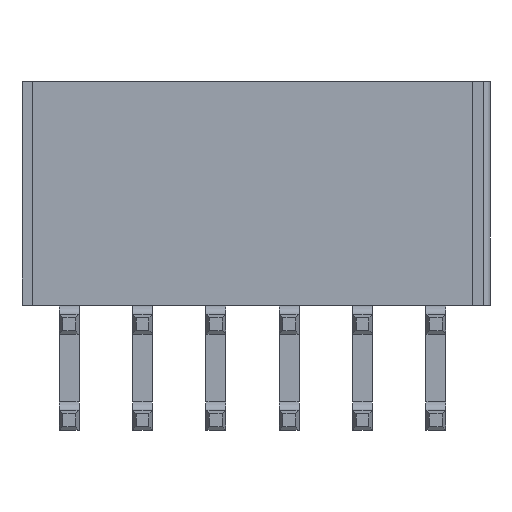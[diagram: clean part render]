
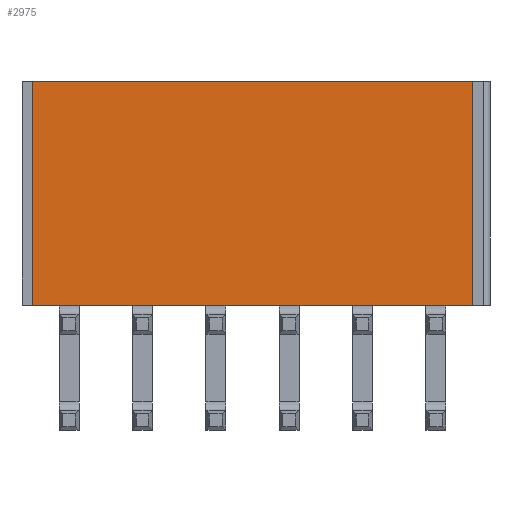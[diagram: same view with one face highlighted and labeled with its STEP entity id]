
A CAD part, top view. The second image highlights one B-rep face of the part: STEP entity #2975.
In plain terms, the highlighted planar face has unit normal (0, 0, 1).
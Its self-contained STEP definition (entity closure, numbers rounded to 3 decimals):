
#35=CARTESIAN_POINT('',(-12.6,-6.4,4.8));
#36=VERTEX_POINT('',#35);
#102=CARTESIAN_POINT('',(12.6,-6.4,4.8));
#103=VERTEX_POINT('',#102);
#110=CARTESIAN_POINT('',(12.6,-6.4,4.8));
#111=DIRECTION('',(-1.,0.,0.));
#112=VECTOR('',#111,25.2);
#113=LINE('',#110,#112);
#114=EDGE_CURVE('',#103,#36,#113,.T.);
#2175=CARTESIAN_POINT('',(-12.6,6.4,4.8));
#2176=VERTEX_POINT('',#2175);
#2183=CARTESIAN_POINT('',(12.6,6.4,4.8));
#2184=VERTEX_POINT('',#2183);
#2185=CARTESIAN_POINT('',(-12.6,6.4,4.8));
#2186=DIRECTION('',(1.,0.,0.));
#2187=VECTOR('',#2186,25.2);
#2188=LINE('',#2185,#2187);
#2189=EDGE_CURVE('',#2176,#2184,#2188,.T.);
#2950=CARTESIAN_POINT('',(-12.6,-6.4,4.8));
#2951=DIRECTION('',(0.,1.,0.));
#2952=VECTOR('',#2951,12.8);
#2953=LINE('',#2950,#2952);
#2954=EDGE_CURVE('',#36,#2176,#2953,.T.);
#2959=CARTESIAN_POINT('',(-13.2,-6.4,4.8));
#2960=DIRECTION('',(1.,0.,0.));
#2961=DIRECTION('',(0.,0.,1.));
#2962=AXIS2_PLACEMENT_3D('',#2959,#2961,#2960);
#2963=PLANE('',#2962);
#2964=ORIENTED_EDGE('',*,*,#2189,.F.);
#2965=ORIENTED_EDGE('',*,*,#2954,.F.);
#2966=ORIENTED_EDGE('',*,*,#114,.F.);
#2967=CARTESIAN_POINT('',(12.6,-6.4,4.8));
#2968=DIRECTION('',(0.,1.,0.));
#2969=VECTOR('',#2968,12.8);
#2970=LINE('',#2967,#2969);
#2971=EDGE_CURVE('',#103,#2184,#2970,.T.);
#2972=ORIENTED_EDGE('',*,*,#2971,.T.);
#2973=EDGE_LOOP('',(#2964,#2965,#2966,#2972));
#2974=FACE_OUTER_BOUND('',#2973,.T.);
#2975=ADVANCED_FACE('',(#2974),#2963,.T.);
